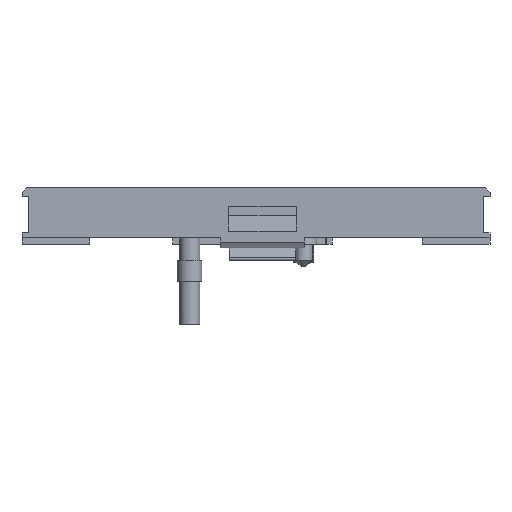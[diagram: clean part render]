
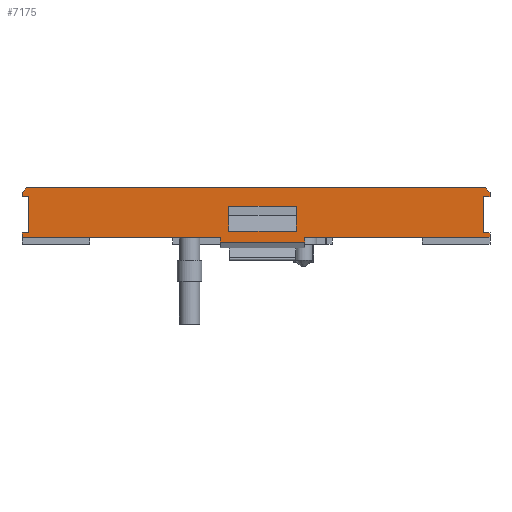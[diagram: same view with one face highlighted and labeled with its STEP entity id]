
A CAD part, front view. The second image highlights one B-rep face of the part: STEP entity #7175.
In plain terms, the highlighted planar face has unit normal (0, -1, 0).
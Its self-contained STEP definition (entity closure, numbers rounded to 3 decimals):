
#298=DIRECTION('',(1.,0.,0.));
#299=VECTOR('',#298,101.7);
#300=CARTESIAN_POINT('',(-50.85,0.,5.5));
#301=LINE('',#300,#299);
#424=DIRECTION('',(0.,0.,1.));
#425=VECTOR('',#424,1.);
#426=CARTESIAN_POINT('',(51.85,0.,3.5));
#427=LINE('',#426,#425);
#440=DIRECTION('',(0.,0.,1.));
#441=VECTOR('',#440,1.);
#442=CARTESIAN_POINT('',(51.85,0.,-5.5));
#443=LINE('',#442,#441);
#1055=DIRECTION('',(0.,0.,-1.));
#1056=VECTOR('',#1055,5.5);
#1057=CARTESIAN_POINT('',(8.95,0.,1.4));
#1058=LINE('',#1057,#1056);
#1059=DIRECTION('',(1.,0.,0.));
#1060=VECTOR('',#1059,15.);
#1061=CARTESIAN_POINT('',(-6.05,0.,1.4));
#1062=LINE('',#1061,#1060);
#1063=DIRECTION('',(0.,0.,-1.));
#1064=VECTOR('',#1063,5.5);
#1065=CARTESIAN_POINT('',(-6.05,0.,1.4));
#1066=LINE('',#1065,#1064);
#1067=DIRECTION('',(1.,0.,0.));
#1068=VECTOR('',#1067,15.);
#1069=CARTESIAN_POINT('',(-6.05,0.,-4.1));
#1070=LINE('',#1069,#1068);
#1071=DIRECTION('',(0.,0.,-1.));
#1072=VECTOR('',#1071,8.);
#1073=CARTESIAN_POINT('',(-50.45,0.,3.5));
#1074=LINE('',#1073,#1072);
#1075=DIRECTION('',(1.,0.,0.));
#1076=VECTOR('',#1075,1.4);
#1077=CARTESIAN_POINT('',(-51.85,0.,3.5));
#1078=LINE('',#1077,#1076);
#1079=DIRECTION('',(0.,0.,1.));
#1080=VECTOR('',#1079,1.);
#1081=CARTESIAN_POINT('',(-51.85,0.,3.5));
#1082=LINE('',#1081,#1080);
#1083=DIRECTION('',(-0.707,0.,-0.707));
#1084=VECTOR('',#1083,1.414);
#1085=CARTESIAN_POINT('',(-50.85,0.,5.5));
#1086=LINE('',#1085,#1084);
#1087=DIRECTION('',(-0.707,0.,0.707));
#1088=VECTOR('',#1087,1.414);
#1089=CARTESIAN_POINT('',(51.85,0.,4.5));
#1090=LINE('',#1089,#1088);
#1091=DIRECTION('',(-1.,0.,0.));
#1092=VECTOR('',#1091,1.4);
#1093=CARTESIAN_POINT('',(51.85,0.,3.5));
#1094=LINE('',#1093,#1092);
#1095=DIRECTION('',(0.,0.,-1.));
#1096=VECTOR('',#1095,8.);
#1097=CARTESIAN_POINT('',(50.45,0.,3.5));
#1098=LINE('',#1097,#1096);
#1099=DIRECTION('',(-1.,0.,0.));
#1100=VECTOR('',#1099,1.4);
#1101=CARTESIAN_POINT('',(51.85,0.,-4.5));
#1102=LINE('',#1101,#1100);
#1103=DIRECTION('',(0.,0.,-1.));
#1104=VECTOR('',#1103,1.);
#1105=CARTESIAN_POINT('',(10.85,0.,-5.5));
#1106=LINE('',#1105,#1104);
#1107=DIRECTION('',(-1.,0.,0.));
#1108=VECTOR('',#1107,18.8);
#1109=CARTESIAN_POINT('',(10.85,0.,-6.5));
#1110=LINE('',#1109,#1108);
#1111=DIRECTION('',(0.,0.,1.));
#1112=VECTOR('',#1111,1.);
#1113=CARTESIAN_POINT('',(-51.85,0.,-5.5));
#1114=LINE('',#1113,#1112);
#1115=DIRECTION('',(1.,0.,0.));
#1116=VECTOR('',#1115,1.4);
#1117=CARTESIAN_POINT('',(-51.85,0.,-4.5));
#1118=LINE('',#1117,#1116);
#1649=DIRECTION('',(1.,0.,0.));
#1650=VECTOR('',#1649,41.);
#1651=CARTESIAN_POINT('',(10.85,0.,-5.5));
#1652=LINE('',#1651,#1650);
#1769=DIRECTION('',(1.,0.,0.));
#1770=VECTOR('',#1769,43.9);
#1771=CARTESIAN_POINT('',(-51.85,0.,-5.5));
#1772=LINE('',#1771,#1770);
#3998=DIRECTION('',(0.,0.,-1.));
#3999=VECTOR('',#3998,1.);
#4000=CARTESIAN_POINT('',(-7.95,0.,-5.5));
#4001=LINE('',#4000,#3999);
#4718=CARTESIAN_POINT('',(-50.85,0.,5.5));
#4719=CARTESIAN_POINT('',(-51.85,0.,4.5));
#4720=VERTEX_POINT('',#4718);
#4721=VERTEX_POINT('',#4719);
#4730=CARTESIAN_POINT('',(51.85,0.,4.5));
#4731=VERTEX_POINT('',#4730);
#4732=CARTESIAN_POINT('',(50.85,0.,5.5));
#4733=VERTEX_POINT('',#4732);
#4758=CARTESIAN_POINT('',(8.95,0.,1.4));
#4759=CARTESIAN_POINT('',(8.95,0.,-4.1));
#4760=VERTEX_POINT('',#4758);
#4761=VERTEX_POINT('',#4759);
#4762=CARTESIAN_POINT('',(-6.05,0.,1.4));
#4763=CARTESIAN_POINT('',(-6.05,0.,-4.1));
#4764=VERTEX_POINT('',#4762);
#4765=VERTEX_POINT('',#4763);
#4930=CARTESIAN_POINT('',(51.85,0.,-5.5));
#4931=VERTEX_POINT('',#4930);
#4932=CARTESIAN_POINT('',(-51.85,0.,-5.5));
#4933=VERTEX_POINT('',#4932);
#5038=CARTESIAN_POINT('',(-7.95,0.,-5.5));
#5040=VERTEX_POINT('',#5038);
#5044=CARTESIAN_POINT('',(10.85,0.,-5.5));
#5045=VERTEX_POINT('',#5044);
#5046=CARTESIAN_POINT('',(10.85,0.,-6.5));
#5047=CARTESIAN_POINT('',(-7.95,0.,-6.5));
#5048=VERTEX_POINT('',#5046);
#5049=VERTEX_POINT('',#5047);
#5078=CARTESIAN_POINT('',(50.45,0.,3.5));
#5079=CARTESIAN_POINT('',(50.45,0.,-4.5));
#5080=VERTEX_POINT('',#5078);
#5081=VERTEX_POINT('',#5079);
#5082=CARTESIAN_POINT('',(51.85,0.,3.5));
#5083=VERTEX_POINT('',#5082);
#5084=CARTESIAN_POINT('',(51.85,0.,-4.5));
#5085=VERTEX_POINT('',#5084);
#5706=CARTESIAN_POINT('',(-50.45,0.,3.5));
#5707=CARTESIAN_POINT('',(-50.45,0.,-4.5));
#5708=VERTEX_POINT('',#5706);
#5709=VERTEX_POINT('',#5707);
#5710=CARTESIAN_POINT('',(-51.85,0.,3.5));
#5711=VERTEX_POINT('',#5710);
#5712=CARTESIAN_POINT('',(-51.85,0.,-4.5));
#5713=VERTEX_POINT('',#5712);
#7128=CARTESIAN_POINT('',(-51.85,0.,-5.5));
#7129=DIRECTION('',(0.,-1.,0.));
#7130=DIRECTION('',(1.,0.,0.));
#7131=AXIS2_PLACEMENT_3D('',#7128,#7129,#7130);
#7132=PLANE('',#7131);
#7134=ORIENTED_EDGE('',*,*,#7133,.F.);
#7136=ORIENTED_EDGE('',*,*,#7135,.F.);
#7138=ORIENTED_EDGE('',*,*,#7137,.T.);
#7140=ORIENTED_EDGE('',*,*,#7139,.F.);
#7141=ORIENTED_EDGE('',*,*,#6177,.T.);
#7143=ORIENTED_EDGE('',*,*,#7142,.F.);
#7144=ORIENTED_EDGE('',*,*,#6361,.F.);
#7145=ORIENTED_EDGE('',*,*,#6416,.T.);
#7146=ORIENTED_EDGE('',*,*,#7122,.T.);
#7147=ORIENTED_EDGE('',*,*,#6475,.F.);
#7148=ORIENTED_EDGE('',*,*,#6388,.F.);
#7150=ORIENTED_EDGE('',*,*,#7149,.F.);
#7152=ORIENTED_EDGE('',*,*,#7151,.T.);
#7154=ORIENTED_EDGE('',*,*,#7153,.T.);
#7156=ORIENTED_EDGE('',*,*,#7155,.F.);
#7158=ORIENTED_EDGE('',*,*,#7157,.F.);
#7160=ORIENTED_EDGE('',*,*,#7159,.T.);
#7162=ORIENTED_EDGE('',*,*,#7161,.T.);
#7163=EDGE_LOOP('',(#7134,#7136,#7138,#7140,#7141,#7143,#7144,#7145,#7146,#7147,
#7148,#7150,#7152,#7154,#7156,#7158,#7160,#7162));
#7164=FACE_OUTER_BOUND('',#7163,.F.);
#7166=ORIENTED_EDGE('',*,*,#7165,.F.);
#7168=ORIENTED_EDGE('',*,*,#7167,.F.);
#7170=ORIENTED_EDGE('',*,*,#7169,.T.);
#7172=ORIENTED_EDGE('',*,*,#7171,.T.);
#7173=EDGE_LOOP('',(#7166,#7168,#7170,#7172));
#7174=FACE_BOUND('',#7173,.F.);
#7175=ADVANCED_FACE('',(#7164,#7174),#7132,.T.);
#6177=EDGE_CURVE('',#4720,#4733,#301,.T.);
#6361=EDGE_CURVE('',#5083,#4731,#427,.T.);
#6388=EDGE_CURVE('',#4931,#5085,#443,.T.);
#6416=EDGE_CURVE('',#5083,#5080,#1094,.T.);
#6475=EDGE_CURVE('',#5085,#5081,#1102,.T.);
#7122=EDGE_CURVE('',#5080,#5081,#1098,.T.);
#7133=EDGE_CURVE('',#5708,#5709,#1074,.T.);
#7135=EDGE_CURVE('',#5711,#5708,#1078,.T.);
#7137=EDGE_CURVE('',#5711,#4721,#1082,.T.);
#7139=EDGE_CURVE('',#4720,#4721,#1086,.T.);
#7142=EDGE_CURVE('',#4731,#4733,#1090,.T.);
#7149=EDGE_CURVE('',#5045,#4931,#1652,.T.);
#7151=EDGE_CURVE('',#5045,#5048,#1106,.T.);
#7153=EDGE_CURVE('',#5048,#5049,#1110,.T.);
#7155=EDGE_CURVE('',#5040,#5049,#4001,.T.);
#7157=EDGE_CURVE('',#4933,#5040,#1772,.T.);
#7159=EDGE_CURVE('',#4933,#5713,#1114,.T.);
#7161=EDGE_CURVE('',#5713,#5709,#1118,.T.);
#7165=EDGE_CURVE('',#4760,#4761,#1058,.T.);
#7167=EDGE_CURVE('',#4764,#4760,#1062,.T.);
#7169=EDGE_CURVE('',#4764,#4765,#1066,.T.);
#7171=EDGE_CURVE('',#4765,#4761,#1070,.T.);
